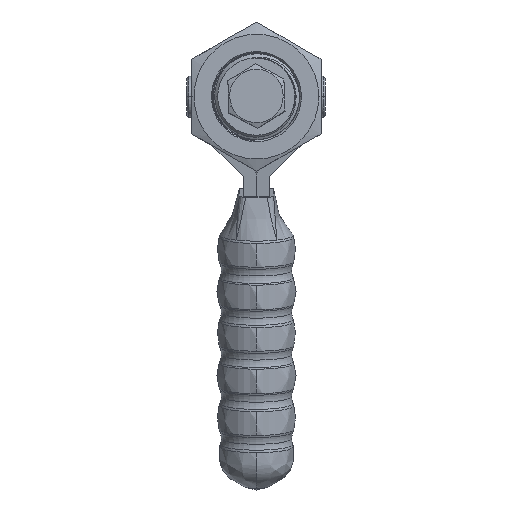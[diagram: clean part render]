
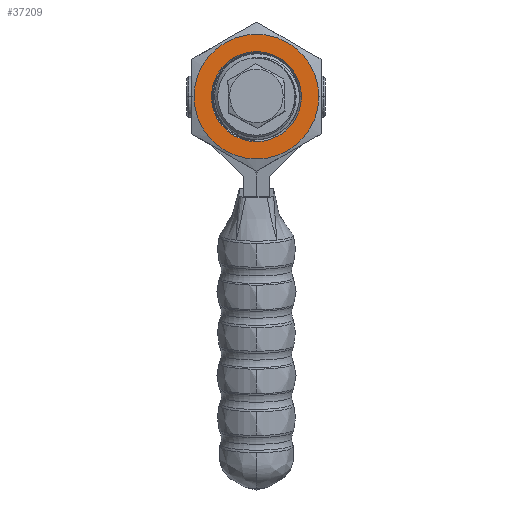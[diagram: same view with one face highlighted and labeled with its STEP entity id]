
A CAD part, top view. The second image highlights one B-rep face of the part: STEP entity #37209.
In plain terms, the highlighted planar face has unit normal (0, 0, 1).
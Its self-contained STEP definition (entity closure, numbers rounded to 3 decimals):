
#25896 = DIRECTION ( 'NONE',  ( -1., 0., 0. ) ) ;
#25897 = DIRECTION ( 'NONE',  ( 0., 0., -1. ) ) ;
#25898 = CARTESIAN_POINT ( 'NONE',  ( 0., 0., 6.5 ) ) ;
#25899 = AXIS2_PLACEMENT_3D ( 'NONE', #25898, #25897, #25896 ) ;
#25900 = CIRCLE ( 'NONE', #25899, 14.479 ) ;
#26241 = CARTESIAN_POINT ( 'NONE',  ( 14.479, 0., 6.5 ) ) ;
#26242 = CARTESIAN_POINT ( 'NONE',  ( -14.479, 0., 6.5 ) ) ;
#26279 = CARTESIAN_POINT ( 'NONE',  ( 10.45, 0., 6.5 ) ) ;
#26280 = DIRECTION ( 'NONE',  ( -1., 0., 0. ) ) ;
#26281 = DIRECTION ( 'NONE',  ( 0., 0., -1. ) ) ;
#26282 = CARTESIAN_POINT ( 'NONE',  ( 0., 0., 6.5 ) ) ;
#26283 = AXIS2_PLACEMENT_3D ( 'NONE', #26282, #26281, #26280 ) ;
#26284 = CIRCLE ( 'NONE', #26283, 10.45 ) ;
#26294 = CARTESIAN_POINT ( 'NONE',  ( -10.45, 0., 6.5 ) ) ;
#27132 = DIRECTION ( 'NONE',  ( -1., 0., 0. ) ) ;
#27133 = DIRECTION ( 'NONE',  ( 0., 0., -1. ) ) ;
#27134 = AXIS2_PLACEMENT_3D ( 'NONE', #27136, #27133, #27132 ) ;
#27136 = CARTESIAN_POINT ( 'NONE',  ( 30., 0., 6.5 ) ) ;
#27137 = PLANE ( 'NONE',  #27134 ) ;
#27138 = FACE_OUTER_BOUND ( 'NONE', #37213, .T. ) ;
#27139 = FACE_BOUND ( 'NONE', #37210, .T. ) ;
#27140 = DIRECTION ( 'NONE',  ( -1., 0., 0. ) ) ;
#27141 = DIRECTION ( 'NONE',  ( 0., 0., -1. ) ) ;
#27142 = CARTESIAN_POINT ( 'NONE',  ( 0., 0., 6.5 ) ) ;
#27143 = AXIS2_PLACEMENT_3D ( 'NONE', #27142, #27141, #27140 ) ;
#27144 = CIRCLE ( 'NONE', #27143, 10.45 ) ;
#27474 = DIRECTION ( 'NONE',  ( -1., 0., 0. ) ) ;
#27475 = DIRECTION ( 'NONE',  ( 0., 0., -1. ) ) ;
#27476 = AXIS2_PLACEMENT_3D ( 'NONE', #27508, #27475, #27474 ) ;
#27477 = CIRCLE ( 'NONE', #27476, 14.479 ) ;
#27508 = CARTESIAN_POINT ( 'NONE',  ( 0., 0., 6.5 ) ) ;
#36576 = EDGE_CURVE ( 'NONE', #36867, #36868, #25900, .T. ) ;
#36867 = VERTEX_POINT ( 'NONE', #26242 ) ;
#36868 = VERTEX_POINT ( 'NONE', #26241 ) ;
#36895 = VERTEX_POINT ( 'NONE', #26294 ) ;
#36899 = EDGE_CURVE ( 'NONE', #36902, #36895, #26284, .T. ) ;
#36902 = VERTEX_POINT ( 'NONE', #26279 ) ;
#37208 = EDGE_CURVE ( 'NONE', #36895, #36902, #27144, .T. ) ;
#37209 = ADVANCED_FACE ( 'NONE', ( #27139, #27138 ), #27137, .F. ) ;
#37210 = EDGE_LOOP ( 'NONE', ( #37211, #37212 ) ) ;
#37211 = ORIENTED_EDGE ( 'NONE', *, *, #36899, .T. ) ;
#37212 = ORIENTED_EDGE ( 'NONE', *, *, #37208, .T. ) ;
#37213 = EDGE_LOOP ( 'NONE', ( #37227, #37228 ) ) ;
#37227 = ORIENTED_EDGE ( 'NONE', *, *, #36576, .F. ) ;
#37228 = ORIENTED_EDGE ( 'NONE', *, *, #37229, .F. ) ;
#37229 = EDGE_CURVE ( 'NONE', #36868, #36867, #27477, .T. ) ;
